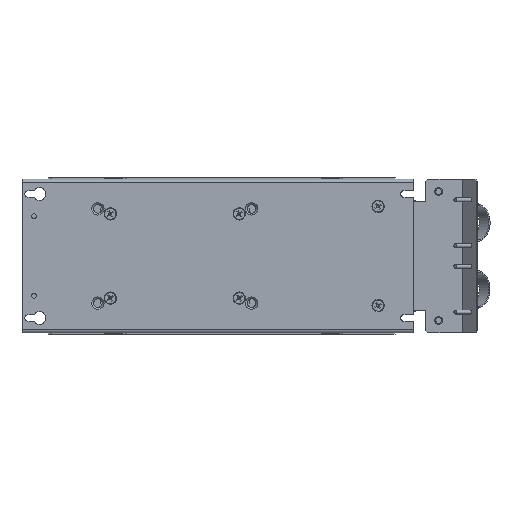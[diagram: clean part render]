
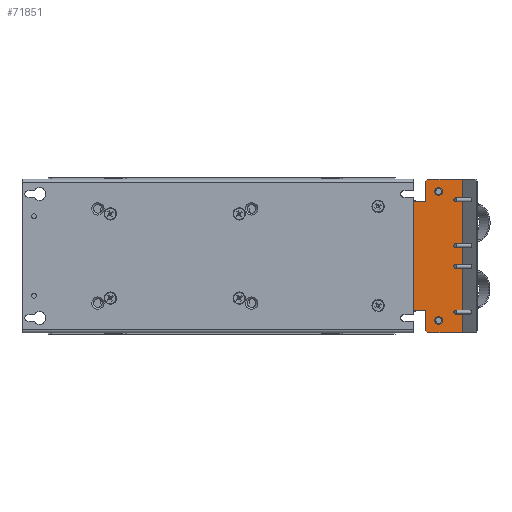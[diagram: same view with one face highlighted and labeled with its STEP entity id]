
A CAD part, front view. The second image highlights one B-rep face of the part: STEP entity #71851.
In plain terms, the highlighted planar face has unit normal (0, -1, 0).
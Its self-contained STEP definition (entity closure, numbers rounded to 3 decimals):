
#1185 = VERTEX_POINT ( 'NONE', #121711 ) ;
#1630 = EDGE_CURVE ( 'NONE', #42799, #17451, #3143, .T. ) ;
#2432 = LINE ( 'NONE', #115147, #78257 ) ;
#3143 = LINE ( 'NONE', #75753, #98278 ) ;
#3398 = EDGE_CURVE ( 'NONE', #91873, #85025, #112830, .T. ) ;
#5612 = EDGE_CURVE ( 'NONE', #17451, #64978, #39339, .T. ) ;
#5821 = CARTESIAN_POINT ( 'NONE',  ( -65., -2., -19.752 ) ) ;
#5837 = ORIENTED_EDGE ( 'NONE', *, *, #46530, .F. ) ;
#5883 = VERTEX_POINT ( 'NONE', #103376 ) ;
#8922 = DIRECTION ( 'NONE',  ( 1., 0., 0. ) ) ;
#10227 = EDGE_LOOP ( 'NONE', ( #26084, #84695, #36953, #67807, #43989, #5837, #108429, #122740, #91337, #46329 ) ) ;
#13163 = CARTESIAN_POINT ( 'NONE',  ( -55., -2., 23.148 ) ) ;
#13633 = EDGE_CURVE ( 'NONE', #85700, #91873, #34278, .T. ) ;
#14108 = VERTEX_POINT ( 'NONE', #52507 ) ;
#15177 = CARTESIAN_POINT ( 'NONE',  ( -55., -2., -6.752 ) ) ;
#15384 = DIRECTION ( 'NONE',  ( 0., 0., 1. ) ) ;
#15639 = LINE ( 'NONE', #104513, #63196 ) ;
#17451 = VERTEX_POINT ( 'NONE', #50344 ) ;
#19348 = VECTOR ( 'NONE', #77437, 1000. ) ;
#20154 = DIRECTION ( 'NONE',  ( 0., -1., 0. ) ) ;
#22057 = EDGE_CURVE ( 'NONE', #1185, #1185, #59225, .T. ) ;
#26084 = ORIENTED_EDGE ( 'NONE', *, *, #44061, .F. ) ;
#27089 = CARTESIAN_POINT ( 'NONE',  ( -77.5, -2., -8.752 ) ) ;
#27338 = EDGE_LOOP ( 'NONE', ( #103149 ) ) ;
#34278 = LINE ( 'NONE', #99598, #53617 ) ;
#35490 = EDGE_CURVE ( 'NONE', #59091, #59091, #120552, .T. ) ;
#36953 = ORIENTED_EDGE ( 'NONE', *, *, #3398, .F. ) ;
#39339 = LINE ( 'NONE', #106324, #42354 ) ;
#39925 = FACE_BOUND ( 'NONE', #27338, .T. ) ;
#40030 = CARTESIAN_POINT ( 'NONE',  ( 75.5, -2., -6.752 ) ) ;
#40095 = VECTOR ( 'NONE', #8922, 1000. ) ;
#40141 = DIRECTION ( 'NONE',  ( 0., 0., -1. ) ) ;
#41226 = EDGE_CURVE ( 'NONE', #119665, #85700, #2432, .T. ) ;
#42354 = VECTOR ( 'NONE', #49430, 1000. ) ;
#42799 = VERTEX_POINT ( 'NONE', #40030 ) ;
#43314 = DIRECTION ( 'NONE',  ( 0., 1., 0. ) ) ;
#43989 = ORIENTED_EDGE ( 'NONE', *, *, #41226, .F. ) ;
#44061 = EDGE_CURVE ( 'NONE', #14108, #5883, #109546, .T. ) ;
#46329 = ORIENTED_EDGE ( 'NONE', *, *, #122499, .F. ) ;
#46530 = EDGE_CURVE ( 'NONE', #55347, #119665, #76217, .T. ) ;
#48656 = DIRECTION ( 'NONE',  ( 0.707, 0., 0.707 ) ) ;
#49430 = DIRECTION ( 'NONE',  ( 0., 0., -1. ) ) ;
#50344 = CARTESIAN_POINT ( 'NONE',  ( 77.5, -2., -8.752 ) ) ;
#50911 = VECTOR ( 'NONE', #91080, 1000. ) ;
#52507 = CARTESIAN_POINT ( 'NONE',  ( 55., -2., 23.148 ) ) ;
#53617 = VECTOR ( 'NONE', #90026, 1000. ) ;
#55347 = VERTEX_POINT ( 'NONE', #91044 ) ;
#58991 = VECTOR ( 'NONE', #40141, 1000. ) ;
#59091 = VERTEX_POINT ( 'NONE', #65624 ) ;
#59225 = CIRCLE ( 'NONE', #78284, 4. ) ;
#62012 = CARTESIAN_POINT ( 'NONE',  ( -77.5, -2., -61.848 ) ) ;
#63196 = VECTOR ( 'NONE', #114095, 1000. ) ;
#64978 = VERTEX_POINT ( 'NONE', #73160 ) ;
#65089 = ORIENTED_EDGE ( 'NONE', *, *, #35490, .F. ) ;
#65624 = CARTESIAN_POINT ( 'NONE',  ( -65., -2., -15.752 ) ) ;
#67807 = ORIENTED_EDGE ( 'NONE', *, *, #13633, .F. ) ;
#68473 = CARTESIAN_POINT ( 'NONE',  ( 55., -2., -6.752 ) ) ;
#69244 = AXIS2_PLACEMENT_3D ( 'NONE', #90692, #43314, #109822 ) ;
#71851 = ADVANCED_FACE ( 'NONE', ( #112826, #90533, #39925 ), #81149, .F. ) ;
#72360 = DIRECTION ( 'NONE',  ( 0., -1., 0. ) ) ;
#73160 = CARTESIAN_POINT ( 'NONE',  ( 77.5, -2., -43.868 ) ) ;
#75753 = CARTESIAN_POINT ( 'NONE',  ( 75.5, -2., -6.752 ) ) ;
#76217 = LINE ( 'NONE', #62012, #50911 ) ;
#77154 = CARTESIAN_POINT ( 'NONE',  ( 65., -2., -19.752 ) ) ;
#77437 = DIRECTION ( 'NONE',  ( -1., 0., 0. ) ) ;
#78257 = VECTOR ( 'NONE', #48656, 1000. ) ;
#78284 = AXIS2_PLACEMENT_3D ( 'NONE', #77154, #20154, #86666 ) ;
#81149 = PLANE ( 'NONE',  #69244 ) ;
#82349 = CARTESIAN_POINT ( 'NONE',  ( -75.5, -2., -6.752 ) ) ;
#84695 = ORIENTED_EDGE ( 'NONE', *, *, #111909, .T. ) ;
#85025 = VERTEX_POINT ( 'NONE', #13163 ) ;
#85267 = DIRECTION ( 'NONE',  ( 0.707, 0., -0.707 ) ) ;
#85700 = VERTEX_POINT ( 'NONE', #82349 ) ;
#85727 = AXIS2_PLACEMENT_3D ( 'NONE', #5821, #72360, #15384 ) ;
#86666 = DIRECTION ( 'NONE',  ( 0., 0., 1. ) ) ;
#87553 = VECTOR ( 'NONE', #94769, 1000. ) ;
#88623 = EDGE_CURVE ( 'NONE', #64978, #55347, #15639, .T. ) ;
#90026 = DIRECTION ( 'NONE',  ( 1., 0., 0. ) ) ;
#90533 = FACE_OUTER_BOUND ( 'NONE', #10227, .T. ) ;
#90692 = CARTESIAN_POINT ( 'NONE',  ( 0., -2., 0. ) ) ;
#91044 = CARTESIAN_POINT ( 'NONE',  ( -77.5, -2., -43.868 ) ) ;
#91080 = DIRECTION ( 'NONE',  ( 0., 0., 1. ) ) ;
#91337 = ORIENTED_EDGE ( 'NONE', *, *, #1630, .F. ) ;
#91873 = VERTEX_POINT ( 'NONE', #15177 ) ;
#93644 = LINE ( 'NONE', #103609, #40095 ) ;
#94769 = DIRECTION ( 'NONE',  ( 0., 0., 1. ) ) ;
#95181 = LINE ( 'NONE', #96089, #19348 ) ;
#95200 = CARTESIAN_POINT ( 'NONE',  ( -55., -2., 61.848 ) ) ;
#96089 = CARTESIAN_POINT ( 'NONE',  ( 0., -2., 23.148 ) ) ;
#98278 = VECTOR ( 'NONE', #85267, 1000. ) ;
#99598 = CARTESIAN_POINT ( 'NONE',  ( -55., -2., -6.752 ) ) ;
#103149 = ORIENTED_EDGE ( 'NONE', *, *, #22057, .F. ) ;
#103376 = CARTESIAN_POINT ( 'NONE',  ( 55., -2., -6.752 ) ) ;
#103609 = CARTESIAN_POINT ( 'NONE',  ( 75.5, -2., -6.752 ) ) ;
#104513 = CARTESIAN_POINT ( 'NONE',  ( 0., -2., -43.868 ) ) ;
#106324 = CARTESIAN_POINT ( 'NONE',  ( 77.5, -2., -8.752 ) ) ;
#108429 = ORIENTED_EDGE ( 'NONE', *, *, #88623, .F. ) ;
#109546 = LINE ( 'NONE', #68473, #58991 ) ;
#109822 = DIRECTION ( 'NONE',  ( 0., 0., 1. ) ) ;
#111909 = EDGE_CURVE ( 'NONE', #14108, #85025, #95181, .T. ) ;
#112826 = FACE_BOUND ( 'NONE', #120938, .T. ) ;
#112830 = LINE ( 'NONE', #95200, #87553 ) ;
#114095 = DIRECTION ( 'NONE',  ( -1., 0., 0. ) ) ;
#115147 = CARTESIAN_POINT ( 'NONE',  ( -77.5, -2., -8.752 ) ) ;
#119665 = VERTEX_POINT ( 'NONE', #27089 ) ;
#120552 = CIRCLE ( 'NONE', #85727, 4. ) ;
#120938 = EDGE_LOOP ( 'NONE', ( #65089 ) ) ;
#121711 = CARTESIAN_POINT ( 'NONE',  ( 65., -2., -15.752 ) ) ;
#122499 = EDGE_CURVE ( 'NONE', #5883, #42799, #93644, .T. ) ;
#122740 = ORIENTED_EDGE ( 'NONE', *, *, #5612, .F. ) ;
